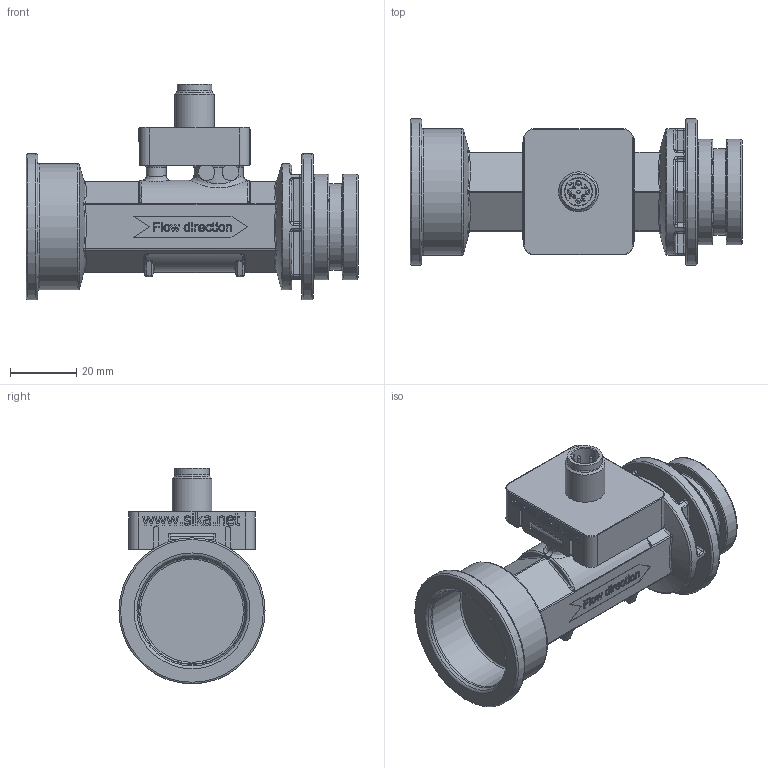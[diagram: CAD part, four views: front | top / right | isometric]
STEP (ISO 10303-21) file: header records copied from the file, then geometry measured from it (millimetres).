
FILE_DESCRIPTION(/* description */ (''),/* implementation_level */ '2;1');
FILE_NAME(/* name */ 'VVXCHxxBxxxx242P.stp',/* time_stamp */ '2024-04-10T14:01:31+02:00',/* author */ ('sadlowski'),/* organization */ (''),/* preprocessor_version */ 'ST-DEVELOPER v18',/* originating_system */ 'Autodesk Inventor 2020',/* authorisation */ '');
FILE_SCHEMA (('AUTOMOTIVE_DESIGN { 1 0 10303 214 3 1 1 }'));
Length unit declared in the file: millimetre
Products named in the file (1): _
Bounding box: 100 x 44 x 65 mm (x, y, z)
Volume: 74037.8 mm3; surface area: 25912.5 mm2
Topology: 1 solids, 1 shells, 1373 faces, 3600 edges, 2333 vertices
Faces by surface type: plane 714, bspline 352, cylinder 190, torus 73, sphere 32, cone 12
Full cylindrical faces by diameter (mm): 1 x5, 6 x1, 10.5 x1, 12 x1, 15 x1, 19 x1, 26 x1, 31.8 x2, 32 x1, 38 x2, 44 x2
Entity records: 47957 total; most frequent: CARTESIAN_POINT 16109, ORIENTED_EDGE 7192, DIRECTION 5532, EDGE_CURVE 3596, VERTEX_POINT 2333, LINE 2204, VECTOR 2204, AXIS2_PLACEMENT_3D 1664
